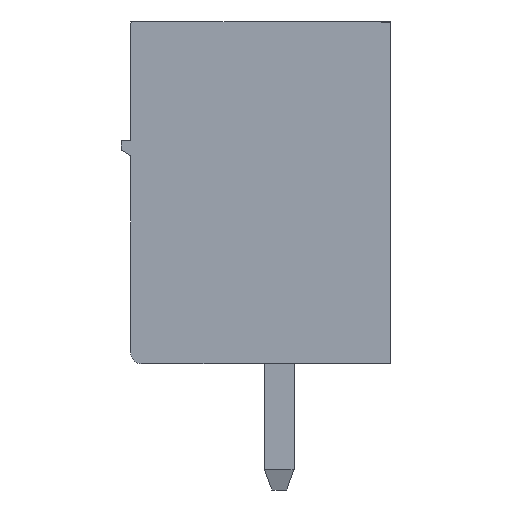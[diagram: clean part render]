
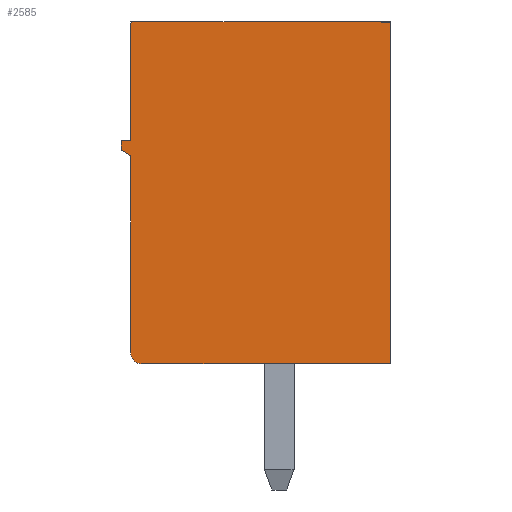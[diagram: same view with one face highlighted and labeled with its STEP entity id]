
A CAD part, left-side view. The second image highlights one B-rep face of the part: STEP entity #2585.
In plain terms, the highlighted planar face has unit normal (-1, 0, 0).
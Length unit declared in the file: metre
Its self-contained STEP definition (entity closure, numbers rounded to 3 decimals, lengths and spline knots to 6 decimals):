
#2585=ADVANCED_FACE('',(#5756),#5757,.T.);
#5756=FACE_OUTER_BOUND('',#9486,.T.);
#5757=PLANE('',#9487);
#9486=EDGE_LOOP('',(#17513,#17514,#17515,#17516,#17517,#17518,#17519,#17520,#17521));
#9487=AXIS2_PLACEMENT_3D('',#17522,#17523,#17524);
#17513=ORIENTED_EDGE('',*,*,#22166,.F.);
#17514=ORIENTED_EDGE('',*,*,#22170,.F.);
#17515=ORIENTED_EDGE('',*,*,#22174,.F.);
#17516=ORIENTED_EDGE('',*,*,#22178,.F.);
#17517=ORIENTED_EDGE('',*,*,#22182,.T.);
#17518=ORIENTED_EDGE('',*,*,#22726,.T.);
#17519=ORIENTED_EDGE('',*,*,#22520,.T.);
#17520=ORIENTED_EDGE('',*,*,#22200,.T.);
#17521=ORIENTED_EDGE('',*,*,#22162,.F.);
#17522=CARTESIAN_POINT('',(-1.087027,0.01036,-0.008267));
#17523=DIRECTION('',(-1.0,0.,0.0));
#17524=DIRECTION('',(0.,-1.0,0.0));
#22162=EDGE_CURVE('',#26470,#26466,#26472,.T.);
#22166=EDGE_CURVE('',#26476,#26470,#26478,.T.);
#22170=EDGE_CURVE('',#26482,#26476,#26484,.T.);
#22174=EDGE_CURVE('',#26488,#26482,#26490,.T.);
#22178=EDGE_CURVE('',#26494,#26488,#26496,.T.);
#22182=EDGE_CURVE('',#26494,#26500,#26502,.T.);
#22200=EDGE_CURVE('',#26533,#26466,#26536,.T.);
#22520=EDGE_CURVE('',#27174,#26533,#27175,.T.);
#22726=EDGE_CURVE('',#26500,#27174,#27548,.T.);
#26466=VERTEX_POINT('',#32742);
#26470=VERTEX_POINT('',#32748);
#26472=LINE('',#32751,#32752);
#26476=VERTEX_POINT('',#32757);
#26478=LINE('',#32760,#32761);
#26482=VERTEX_POINT('',#32766);
#26484=LINE('',#32769,#32770);
#26488=VERTEX_POINT('',#32775);
#26490=LINE('',#32778,#32779);
#26494=VERTEX_POINT('',#32784);
#26496=LINE('',#32787,#32788);
#26500=VERTEX_POINT('',#32792);
#26502=CIRCLE('',#32795,0.0003);
#26533=VERTEX_POINT('',#32839);
#26536=LINE('',#32844,#32845);
#27174=VERTEX_POINT('',#33776);
#27175=LINE('',#33777,#33778);
#27548=LINE('',#34345,#34346);
#32742=CARTESIAN_POINT('',(-1.087027,0.01086,0.000933));
#32748=CARTESIAN_POINT('',(-1.087027,0.01086,-0.002267));
#32751=CARTESIAN_POINT('',(-1.087027,0.01086,-0.008267));
#32752=VECTOR('',#42001,1.0);
#32757=CARTESIAN_POINT('',(-1.087027,0.01111,-0.002267));
#32760=CARTESIAN_POINT('',(-1.087027,0.01036,-0.002267));
#32761=VECTOR('',#42004,1.0);
#32766=CARTESIAN_POINT('',(-1.087027,0.01111,-0.002517));
#32769=CARTESIAN_POINT('',(-1.087027,0.01111,-0.008267));
#32770=VECTOR('',#42007,1.0);
#32775=CARTESIAN_POINT('',(-1.087027,0.01086,-0.002667));
#32778=CARTESIAN_POINT('',(-1.087027,0.008021,-0.00437));
#32779=VECTOR('',#42010,1.0);
#32784=CARTESIAN_POINT('',(-1.087027,0.01086,-0.007967));
#32787=CARTESIAN_POINT('',(-1.087027,0.01086,-0.008267));
#32788=VECTOR('',#42013,1.0);
#32792=CARTESIAN_POINT('',(-1.087027,0.01056,-0.008267));
#32795=AXIS2_PLACEMENT_3D('',#42018,#42019,#42020);
#32839=CARTESIAN_POINT('',(-1.087027,0.00386,0.000933));
#32844=CARTESIAN_POINT('',(-1.087027,0.01036,0.000933));
#32845=VECTOR('',#42039,1.0);
#33776=CARTESIAN_POINT('',(-1.087027,0.00386,-0.008267));
#33777=CARTESIAN_POINT('',(-1.087027,0.00386,-0.008267));
#33778=VECTOR('',#42408,1.0);
#34345=CARTESIAN_POINT('',(-1.087027,0.01036,-0.008267));
#34346=VECTOR('',#42633,1.0);
#42001=DIRECTION('',(0.,0.,1.0));
#42004=DIRECTION('',(0.,-1.0,0.));
#42007=DIRECTION('',(0.,0.,1.0));
#42010=DIRECTION('',(0.,0.857,0.514));
#42013=DIRECTION('',(0.,0.,1.0));
#42018=CARTESIAN_POINT('',(-1.087027,0.01056,-0.007967));
#42019=DIRECTION('',(-1.0,0.,0.0));
#42020=DIRECTION('',(0.,-1.0,0.0));
#42039=DIRECTION('',(0.,1.0,-0.0));
#42408=DIRECTION('',(0.0,0.0,1.0));
#42633=DIRECTION('',(0.,-1.0,0.0));
